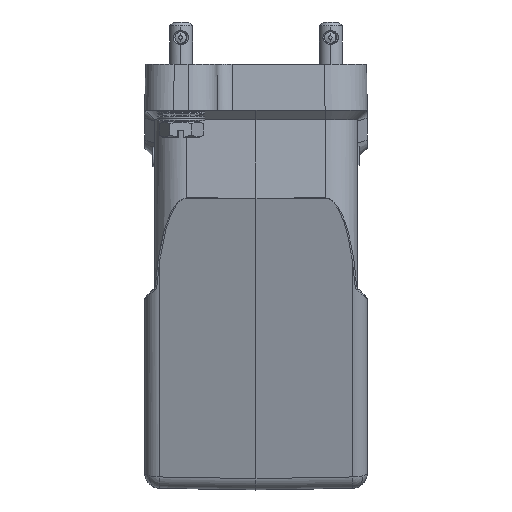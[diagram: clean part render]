
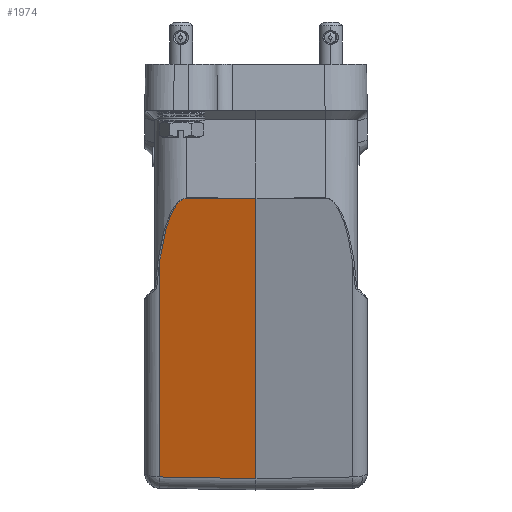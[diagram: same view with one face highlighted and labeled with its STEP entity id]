
A CAD part, left-side view. The second image highlights one B-rep face of the part: STEP entity #1974.
In plain terms, the highlighted planar face has unit normal (-0.966, 0.018, -0.259).
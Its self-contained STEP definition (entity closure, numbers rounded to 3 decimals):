
#1137=FACE_OUTER_BOUND('',#3626,.T.);
#1974=ADVANCED_FACE('NONE',(#1137),#2507,.F.);
#2507=PLANE('',#14948);
#3626=EDGE_LOOP('',(#9077,#9078,#9079,#9080,#9081));
#4663=LINE('',#29963,#5665);
#4701=LINE('',#30529,#5703);
#4702=LINE('',#30532,#5704);
#4703=LINE('',#30533,#5705);
#5665=VECTOR('',#17735,1.);
#5703=VECTOR('',#17843,1.);
#5704=VECTOR('',#17844,1.);
#5705=VECTOR('',#17845,1.);
#9077=ORIENTED_EDGE('',*,*,#13109,.F.);
#9078=ORIENTED_EDGE('',*,*,#13110,.F.);
#9079=ORIENTED_EDGE('',*,*,#13037,.F.);
#9080=ORIENTED_EDGE('',*,*,#13032,.F.);
#9081=ORIENTED_EDGE('',*,*,#13111,.F.);
#11111=VERTEX_POINT('',#29804);
#11112=VERTEX_POINT('',#29809);
#11115=VERTEX_POINT('',#29964);
#11157=VERTEX_POINT('',#30530);
#11158=VERTEX_POINT('',#30531);
#13032=EDGE_CURVE('NONE',#11112,#11111,#13896,.T.);
#13037=EDGE_CURVE('NONE',#11111,#11115,#4663,.T.);
#13109=EDGE_CURVE('NONE',#11157,#11158,#4701,.T.);
#13110=EDGE_CURVE('NONE',#11115,#11157,#4702,.T.);
#13111=EDGE_CURVE('NONE',#11158,#11112,#4703,.T.);
#13896=B_SPLINE_CURVE_WITH_KNOTS('',3,(#29810,#29811,#29812,#29813,#29814,
#29815,#29816,#29817,#29818,#29819,#29820,#29821,#29822,#29823,#29824,#29825,
#29826,#29827,#29828,#29829),.UNSPECIFIED.,.F.,.F.,(4,2,2,2,2,2,2,2,2,4),
(0.,0.25,0.5,0.625,0.75,0.813,0.875,0.938,0.969,1.),.UNSPECIFIED.);
#14948=AXIS2_PLACEMENT_3D('',#30534,#17846,#17847);
#17735=DIRECTION('',(-0.017,-1.,-0.002));
#17843=DIRECTION('',(0.013,1.,0.017));
#17844=DIRECTION('',(0.259,0.,-0.966));
#17845=DIRECTION('',(-0.259,0.,0.966));
#17846=DIRECTION('',(0.966,-0.017,0.259));
#17847=DIRECTION('',(0.259,0.,-0.966));
#29804=CARTESIAN_POINT('',(-74.668,18.048,-23.022));
#29809=CARTESIAN_POINT('',(-70.235,25.07,-39.091));
#29810=CARTESIAN_POINT('',(-70.235,25.07,-39.091));
#29811=CARTESIAN_POINT('',(-70.646,24.866,-37.573));
#29812=CARTESIAN_POINT('',(-71.055,24.619,-36.062));
#29813=CARTESIAN_POINT('',(-71.87,24.009,-33.061));
#29814=CARTESIAN_POINT('',(-72.276,23.647,-31.571));
#29815=CARTESIAN_POINT('',(-72.876,22.965,-29.377));
#29816=CARTESIAN_POINT('',(-73.075,22.714,-28.653));
#29817=CARTESIAN_POINT('',(-73.466,22.142,-27.232));
#29818=CARTESIAN_POINT('',(-73.659,21.823,-26.533));
#29819=CARTESIAN_POINT('',(-73.938,21.258,-25.531));
#29820=CARTESIAN_POINT('',(-74.029,21.054,-25.205));
#29821=CARTESIAN_POINT('',(-74.204,20.607,-24.58));
#29822=CARTESIAN_POINT('',(-74.289,20.363,-24.281));
#29823=CARTESIAN_POINT('',(-74.444,19.815,-23.739));
#29824=CARTESIAN_POINT('',(-74.515,19.511,-23.494));
#29825=CARTESIAN_POINT('',(-74.597,18.996,-23.223));
#29826=CARTESIAN_POINT('',(-74.62,18.814,-23.149));
#29827=CARTESIAN_POINT('',(-74.654,18.439,-23.048));
#29828=CARTESIAN_POINT('',(-74.665,18.244,-23.022));
#29829=CARTESIAN_POINT('',(-74.668,18.048,-23.022));
#29963=CARTESIAN_POINT('',(-74.662,18.396,-23.021));
#29964=CARTESIAN_POINT('',(-74.983,0.,-23.064));
#30529=CARTESIAN_POINT('',(-55.43,0.,-96.036));
#30530=CARTESIAN_POINT('',(-55.43,0.,-96.036));
#30531=CARTESIAN_POINT('',(-55.094,25.07,-95.598));
#30532=CARTESIAN_POINT('',(-54.636,0.,-99.));
#30533=CARTESIAN_POINT('',(-54.213,25.07,-98.887));
#30534=CARTESIAN_POINT('',(-54.636,0.,-99.));
